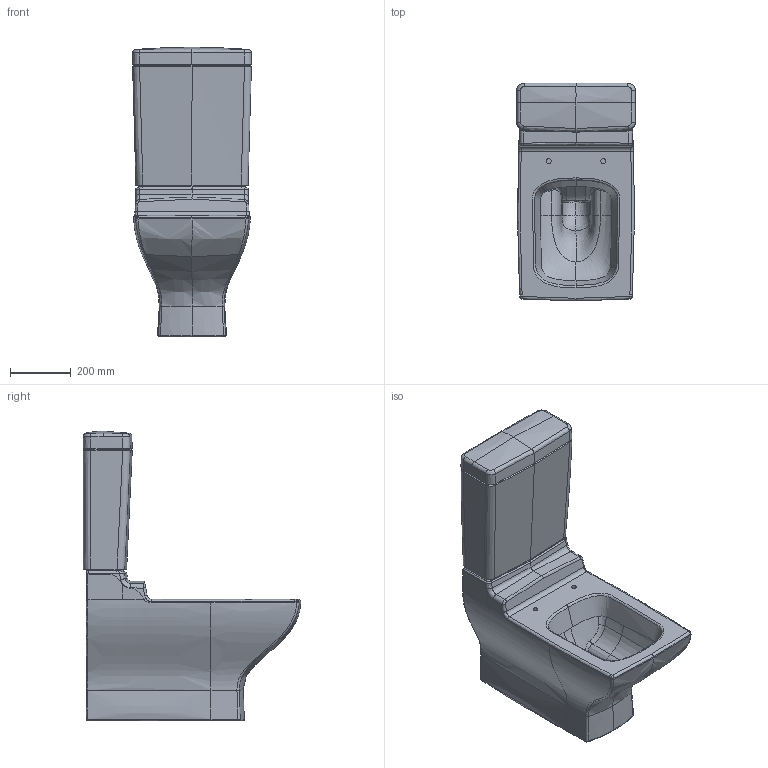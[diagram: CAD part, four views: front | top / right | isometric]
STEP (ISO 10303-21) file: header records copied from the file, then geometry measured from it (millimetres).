
FILE_DESCRIPTION(/* description */ (''),/* implementation_level */ '2;1');
FILE_NAME(/* name */ '564710_574711_La_Belle.stp',/* time_stamp */ '2019-03-06T12:24:49+01:00',/* author */ (''),/* organization */ (''),/* preprocessor_version */ 'ST-DEVELOPER v16',/* originating_system */ 'SIEMENS PLM Software NX 10.0',/* authorisation */ '');
FILE_SCHEMA (('AUTOMOTIVE_DESIGN { 1 0 10303 214 3 1 1 1 }'));
Products named in the file (1): Sier110CA651xo2h
Bounding box: 391.33 x 715.37 x 954 mm (x, y, z)
Volume: 82517818.2 mm3; surface area: 1940480.3 mm2
Topology: 1 solids, 1 shells, 279 faces, 729 edges, 438 vertices
Faces by surface type: bspline 212, plane 37, cylinder 12, extrusion 12, sphere 6
Full cylindrical faces by diameter (mm): 16 x2
Entity records: 49103 total; most frequent: CARTESIAN_POINT 44380, ORIENTED_EDGE 1416, EDGE_CURVE 708, B_SPLINE_CURVE_WITH_KNOTS 569, VERTEX_POINT 438, EDGE_LOOP 286, ADVANCED_FACE 279, FACE_OUTER_BOUND 274
